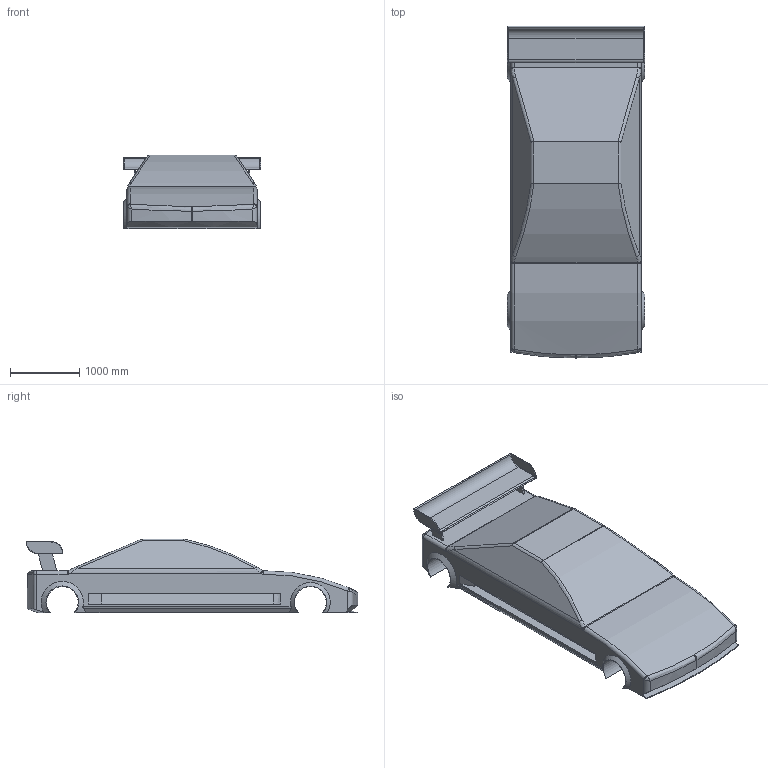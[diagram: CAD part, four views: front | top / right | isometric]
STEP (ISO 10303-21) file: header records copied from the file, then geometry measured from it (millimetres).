
FILE_DESCRIPTION((' '),'2;1');
FILE_NAME('dream car 5.stp','2013-06-03T11:32:12',(' '),(' '),' ','ACIS',' ');
FILE_SCHEMA(('CONFIG_CONTROL_DESIGN'));
Length unit declared in the file: inch
Products named in the file (1): dream car 5.stp
Bounding box: 1978.66 x 4790.34 x 1066.8 mm (x, y, z)
Volume: 5840792520.5 mm3; surface area: 33066288.7 mm2
Topology: 1 solids, 1 shells, 155 faces, 397 edges, 236 vertices
Faces by surface type: bspline 53, plane 44, cylinder 37, cone 10, torus 9, sphere 2
Entity records: 6269 total; most frequent: CARTESIAN_POINT 2691, ORIENTED_EDGE 774, DIRECTION 675, EDGE_CURVE 387, AXIS2_PLACEMENT_3D 257, VERTEX_POINT 236, VECTOR 161, LINE 161
